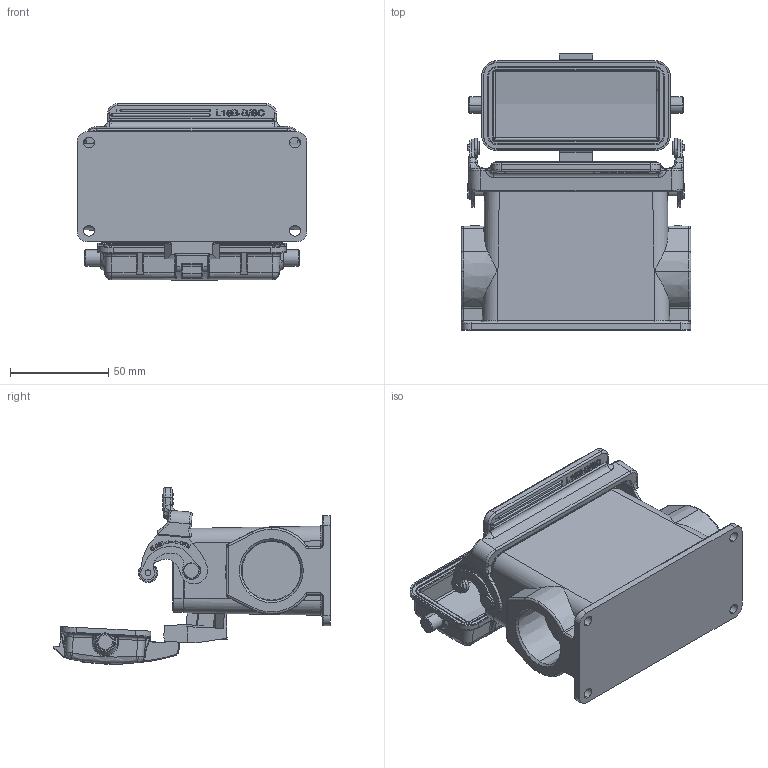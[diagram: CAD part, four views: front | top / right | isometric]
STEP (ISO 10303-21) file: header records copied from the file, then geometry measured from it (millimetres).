
FILE_DESCRIPTION(/* description */ (''),/* implementation_level */ '2;1');
FILE_NAME(/* name */ '3D_1240162615104_HV16B-SFH-1L_SC-MCV-M32_V1.1.stp',/* time_stamp */ '2024-01-03T15:23:11+08:00',/* author */ (''),/* organization */ (''),/* preprocessor_version */ 'ST-DEVELOPER v18.1',/* originating_system */ 'SIEMENS PLM Software NX 1980',/* authorisation */ '');
FILE_SCHEMA (('AUTOMOTIVE_DESIGN { 1 0 10303 214 3 1 1 1 }'));
Products named in the file (1): 145913980AD9o27v
Bounding box: 117.01 x 140.87 x 89.99 mm (x, y, z)
Volume: 198618.3 mm3; surface area: 89057.6 mm2
Topology: 1 solids, 25 shells, 1953 faces, 5170 edges, 3324 vertices
Faces by surface type: cylinder 763, plane 731, torus 212, bspline 101, cone 60, extrusion 45, sphere 41
Entity records: 77802 total; most frequent: CARTESIAN_POINT 27356, ORIENTED_EDGE 10208, DIRECTION 7764, EDGE_CURVE 5131, VERTEX_POINT 3323, AXIS2_PLACEMENT_3D 2921, B_SPLINE_CURVE_WITH_KNOTS 2146, EDGE_LOOP 2090
